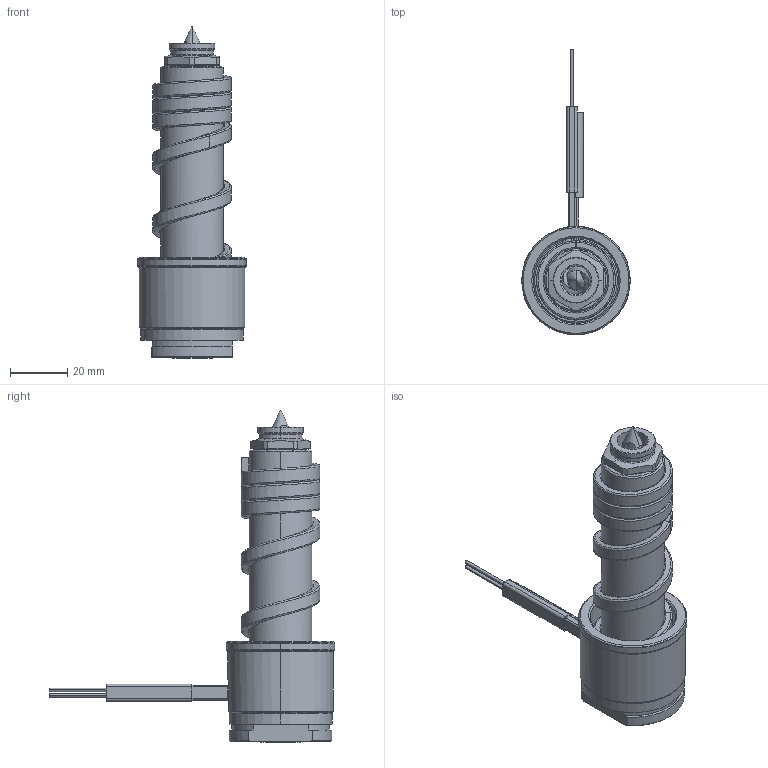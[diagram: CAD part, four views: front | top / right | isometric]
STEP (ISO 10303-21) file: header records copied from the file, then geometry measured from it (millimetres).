
FILE_DESCRIPTION((''),'2;1');
FILE_NAME('LS-116-BKU-N','2014-03-03T',('Íàòàëüÿ'),('IMID'),'PRO/ENGINEER BY PARAMETRIC TECHNOLOGY CORPORATION, 2010180','PRO/ENGINEER BY PARAMETRIC TECHNOLOGY CORPORATION, 2010180','');
FILE_SCHEMA(('CONFIG_CONTROL_DESIGN'));
Length unit declared in the file: millimetre
Products named in the file (1): LS-116-BKU-N
Bounding box: 38 x 100 x 116.2 mm (x, y, z)
Volume: 60531.7 mm3; surface area: 27943.6 mm2
Topology: 1 solids, 9 shells, 327 faces, 921 edges, 591 vertices
Faces by surface type: cylinder 113, cone 62, bspline 61, plane 51, torus 26, revolution 9, extrusion 5
Entity records: 17152 total; most frequent: CARTESIAN_POINT 8972, ORIENTED_EDGE 1802, DIRECTION 1599, EDGE_CURVE 913, AXIS2_PLACEMENT_3D 654, VERTEX_POINT 591, CIRCLE 401, EDGE_LOOP 350
